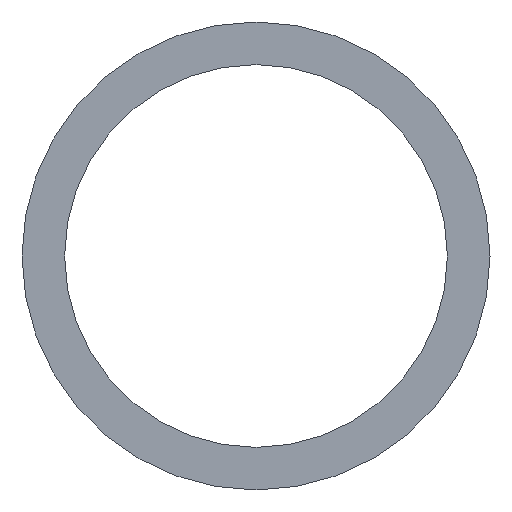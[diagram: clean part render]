
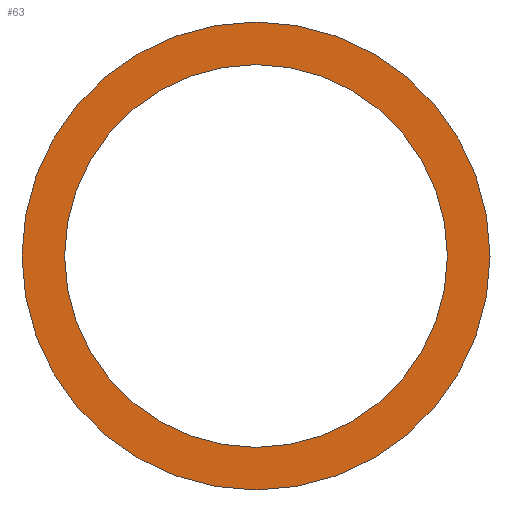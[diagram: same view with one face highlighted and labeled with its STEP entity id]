
A CAD part, left-side view. The second image highlights one B-rep face of the part: STEP entity #63.
In plain terms, the highlighted planar face has unit normal (-1, 0, 0).
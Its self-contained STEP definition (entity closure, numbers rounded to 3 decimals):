
#51 = EDGE_CURVE( '', #55, #89, #121, .T. );
#55 = VERTEX_POINT( '', #125 );
#63 = ADVANCED_FACE( '', ( #134, #135 ), #136, .F. );
#67 = EDGE_CURVE( '', #79, #97, #140, .T. );
#75 = EDGE_CURVE( '', #97, #79, #150, .T. );
#79 = VERTEX_POINT( '', #155 );
#89 = VERTEX_POINT( '', #165 );
#93 = EDGE_CURVE( '', #89, #55, #169, .T. );
#97 = VERTEX_POINT( '', #173 );
#121 = CIRCLE( '', #190, 36.8 );
#125 = CARTESIAN_POINT( '', ( 0., 0., 36.8 ) );
#134 = FACE_OUTER_BOUND( '', #207, .T. );
#135 = FACE_BOUND( '', #208, .T. );
#136 = PLANE( '', #209 );
#140 = CIRCLE( '', #214, 45. );
#150 = CIRCLE( '', #224, 45. );
#155 = CARTESIAN_POINT( '', ( 0., 0., 45. ) );
#165 = CARTESIAN_POINT( '', ( 0., 0., -36.8 ) );
#169 = CIRCLE( '', #250, 36.8 );
#173 = CARTESIAN_POINT( '', ( 0., 0., -45. ) );
#190 = AXIS2_PLACEMENT_3D( '', #266, #267, #268 );
#207 = EDGE_LOOP( '', ( #285, #286 ) );
#208 = EDGE_LOOP( '', ( #287, #288 ) );
#209 = AXIS2_PLACEMENT_3D( '', #289, #290, #291 );
#214 = AXIS2_PLACEMENT_3D( '', #292, #293, #294 );
#224 = AXIS2_PLACEMENT_3D( '', #312, #313, #314 );
#250 = AXIS2_PLACEMENT_3D( '', #331, #332, #333 );
#266 = CARTESIAN_POINT( '', ( 0., 0., 0. ) );
#267 = DIRECTION( '', ( 1., 0., 0. ) );
#268 = DIRECTION( '', ( 0., 0., -1. ) );
#285 = ORIENTED_EDGE( '', *, *, #75, .F. );
#286 = ORIENTED_EDGE( '', *, *, #67, .F. );
#287 = ORIENTED_EDGE( '', *, *, #93, .T. );
#288 = ORIENTED_EDGE( '', *, *, #51, .T. );
#289 = CARTESIAN_POINT( '', ( 0., 0., 0. ) );
#290 = DIRECTION( '', ( 1., 0., 0. ) );
#291 = DIRECTION( '', ( 0., 0., -1. ) );
#292 = CARTESIAN_POINT( '', ( 0., 0., 0. ) );
#293 = DIRECTION( '', ( 1., 0., 0. ) );
#294 = DIRECTION( '', ( 0., 0., -1. ) );
#312 = CARTESIAN_POINT( '', ( 0., 0., 0. ) );
#313 = DIRECTION( '', ( 1., 0., 0. ) );
#314 = DIRECTION( '', ( 0., 0., -1. ) );
#331 = CARTESIAN_POINT( '', ( 0., 0., 0. ) );
#332 = DIRECTION( '', ( 1., 0., 0. ) );
#333 = DIRECTION( '', ( 0., 0., -1. ) );
